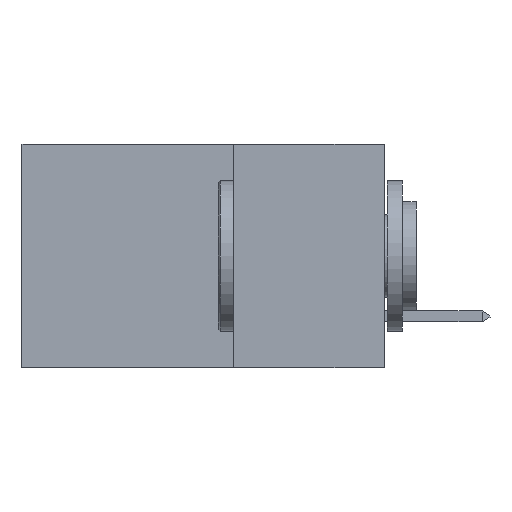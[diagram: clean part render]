
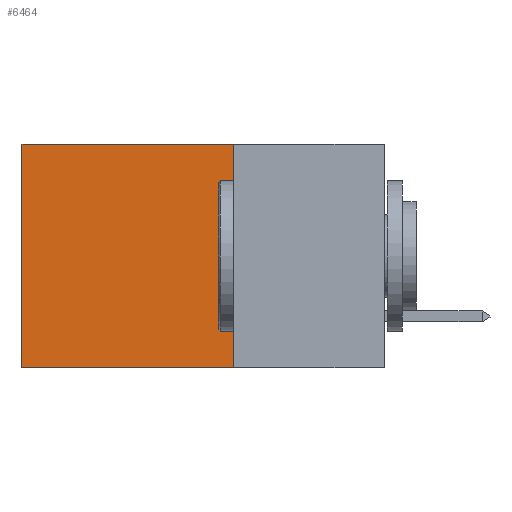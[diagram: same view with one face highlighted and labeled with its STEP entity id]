
A CAD part, left-side view. The second image highlights one B-rep face of the part: STEP entity #6464.
In plain terms, the highlighted planar face has unit normal (-1, 0, 0).
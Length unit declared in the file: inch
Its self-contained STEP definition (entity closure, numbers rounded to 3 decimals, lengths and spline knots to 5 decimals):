
#1475 = ORIENTED_EDGE ( 'NONE', *, *, #33938, .F. ) ;
#2553 = CARTESIAN_POINT ( 'NONE',  ( 0.2875, 0.6, -0.37 ) ) ;
#2969 = CARTESIAN_POINT ( 'NONE',  ( 0.2875, 0.25, -0.37 ) ) ;
#6464 = ADVANCED_FACE ( 'NONE', ( #13147 ), #6731, .F. ) ;
#6731 = PLANE ( 'NONE',  #9564 ) ;
#6903 = CARTESIAN_POINT ( 'NONE',  ( 0.2875, 0.25, 0. ) ) ;
#7220 = LINE ( 'NONE', #13614, #21831 ) ;
#7459 = DIRECTION ( 'NONE',  ( 0., 1., 0. ) ) ;
#8503 = EDGE_CURVE ( 'NONE', #25891, #23498, #32482, .T. ) ;
#9564 = AXIS2_PLACEMENT_3D ( 'NONE', #31309, #14976, #33971 ) ;
#10487 = VERTEX_POINT ( 'NONE', #2969 ) ;
#10765 = VECTOR ( 'NONE', #7459, 39.37008 ) ;
#11117 = VERTEX_POINT ( 'NONE', #2553 ) ;
#12384 = DIRECTION ( 'NONE',  ( 0., 0., -1. ) ) ;
#13147 = FACE_OUTER_BOUND ( 'NONE', #27175, .T. ) ;
#13391 = EDGE_CURVE ( 'NONE', #10487, #11117, #21972, .T. ) ;
#13614 = CARTESIAN_POINT ( 'NONE',  ( 0.2875, 0.6, 0. ) ) ;
#14976 = DIRECTION ( 'NONE',  ( 1., 0., 0. ) ) ;
#15496 = VECTOR ( 'NONE', #20598, 39.37008 ) ;
#17816 = CARTESIAN_POINT ( 'NONE',  ( 0.2875, 0.25, -0.37 ) ) ;
#17984 = LINE ( 'NONE', #6903, #24437 ) ;
#20598 = DIRECTION ( 'NONE',  ( 0., 1., 0. ) ) ;
#21831 = VECTOR ( 'NONE', #24583, 39.37008 ) ;
#21972 = LINE ( 'NONE', #17816, #15496 ) ;
#22225 = ORIENTED_EDGE ( 'NONE', *, *, #29091, .T. ) ;
#23498 = VERTEX_POINT ( 'NONE', #35015 ) ;
#23870 = ORIENTED_EDGE ( 'NONE', *, *, #13391, .F. ) ;
#23904 = CARTESIAN_POINT ( 'NONE',  ( 0.2875, 0.25, 0. ) ) ;
#24437 = VECTOR ( 'NONE', #12384, 39.37008 ) ;
#24583 = DIRECTION ( 'NONE',  ( 0., 0., -1. ) ) ;
#25891 = VERTEX_POINT ( 'NONE', #28111 ) ;
#26060 = ORIENTED_EDGE ( 'NONE', *, *, #8503, .T. ) ;
#27175 = EDGE_LOOP ( 'NONE', ( #22225, #23870, #1475, #26060 ) ) ;
#28111 = CARTESIAN_POINT ( 'NONE',  ( 0.2875, 0.25, 0. ) ) ;
#29091 = EDGE_CURVE ( 'NONE', #23498, #11117, #7220, .T. ) ;
#31309 = CARTESIAN_POINT ( 'NONE',  ( 0.2875, 0.25, 0. ) ) ;
#32482 = LINE ( 'NONE', #23904, #10765 ) ;
#33938 = EDGE_CURVE ( 'NONE', #25891, #10487, #17984, .T. ) ;
#33971 = DIRECTION ( 'NONE',  ( 0., 0., -1. ) ) ;
#35015 = CARTESIAN_POINT ( 'NONE',  ( 0.2875, 0.6, 0. ) ) ;
